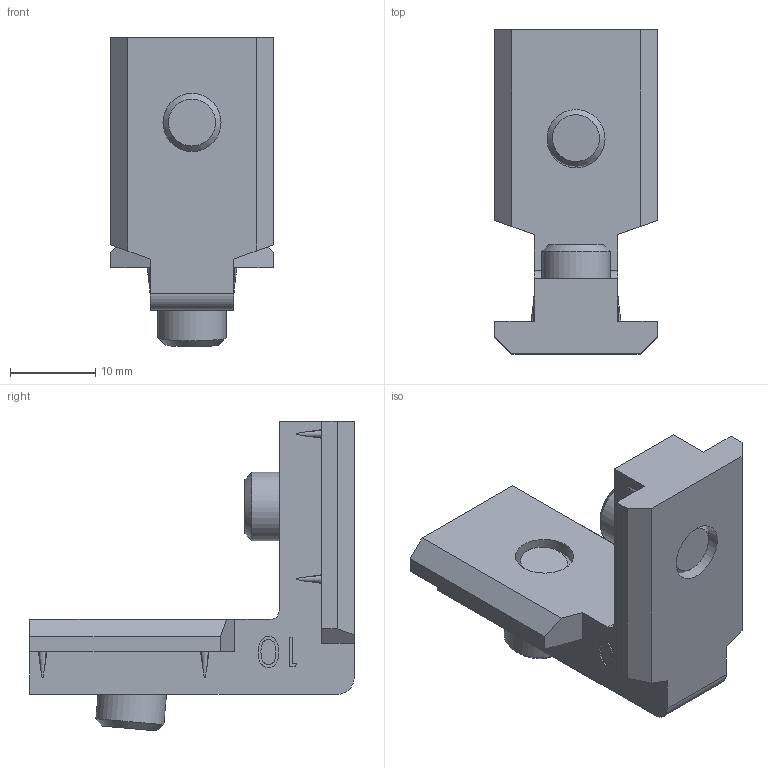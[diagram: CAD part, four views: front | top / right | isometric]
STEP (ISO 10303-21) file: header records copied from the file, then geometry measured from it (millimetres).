
FILE_DESCRIPTION (( 'STEP AP214' ), '1' );
FILE_NAME ('099I9010M.STEP', '2015-05-18T11:47:15', ( 'Admin' ), ( 'Hewlett-Packard Company' ), 'SwSTEP 2.0', 'SolidWorks 2014', '' );
FILE_SCHEMA (( 'AUTOMOTIVE_DESIGN' ));
Length unit declared in the file: millimetre
Products named in the file (3): 4din913m0812m_4 din 913 m08 12; 099I9010R01_099I9010MR01; 099I9010M
Assembly tree (3 placements, depth 2):
  099I9010M
    099I9010R01_099I9010MR01
    4din913m0812m_4 din 913 m08 12  x2
Bounding box: 19 x 38 x 36.28 mm (x, y, z)
Volume: 7150.7 mm3; surface area: 4433.7 mm2
Topology: 3 solids, 3 shells, 102 faces, 270 edges, 179 vertices
Faces by surface type: plane 75, cone 12, bspline 9, cylinder 6
Full cylindrical faces by diameter (mm): 6.8 x2, 8 x2
Entity records: 3729 total; most frequent: CARTESIAN_POINT 1406, ORIENTED_EDGE 478, DIRECTION 403, EDGE_CURVE 239, LINE 177, VECTOR 177, VERTEX_POINT 162, AXIS2_PLACEMENT_3D 113
